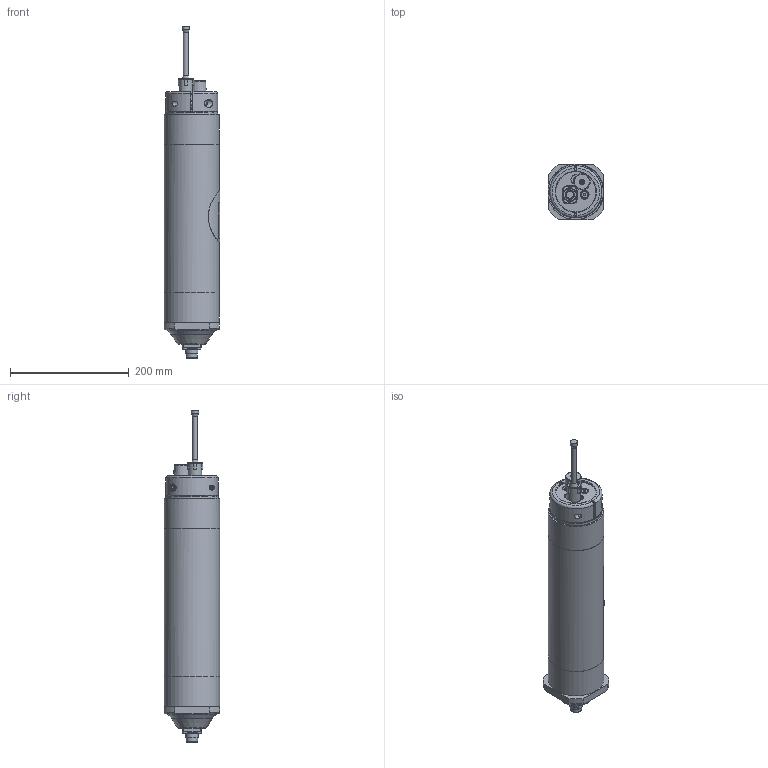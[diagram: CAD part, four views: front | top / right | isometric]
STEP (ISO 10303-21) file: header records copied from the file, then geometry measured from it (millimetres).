
FILE_DESCRIPTION((''),'2;1');
FILE_NAME('8220-000-3161 - MF OMNI RMT.stp','2011-03-02T10:00:30',('CTD'),(''),'Autodesk Inventor 2011','Autodesk Inventor 2011','');
FILE_SCHEMA(('AUTOMOTIVE_DESIGN { 1 0 10303 214 1 1 1 1 }'));
Length unit declared in the file: millimetre
Products named in the file (1): 8220-000-3161 - MF OMNI RMT_Substitute_2
Bounding box: 94.19 x 93.28 x 560.24 mm (x, y, z)
Volume: 2812926.7 mm3; surface area: 213659.8 mm2
Topology: 1 solids, 9 shells, 552 faces, 1316 edges, 858 vertices
Faces by surface type: plane 228, cylinder 190, cone 65, torus 63, bspline 6
Full cylindrical faces by diameter (mm): 1 x1, 1.9 x1, 1.95 x3, 3.3 x1, 4.917 x1, 5 x2, 5.1 x4, 5.5 x4, 6 x1, 7 x4, 8 x1, 8.4 x4, 8.5 x2, 8.55 x4, 8.566 x1, 9 x2, 9.5 x1, 9.754 x1, 12 x1, 12.649 x1, 12.75 x1, 14.8 x1, 15.5 x1, 15.56 x1, 16.18 x1, 16.2 x2, 17 x1, 18.026 x1, 18.16 x1, 19.16 x2
Entity records: 17580 total; most frequent: CARTESIAN_POINT 5027, DIRECTION 2552, ORIENTED_EDGE 2214, EDGE_CURVE 1107, AXIS2_PLACEMENT_3D 1095, VERTEX_POINT 803, EDGE_LOOP 796, FACE_OUTER_BOUND 552
